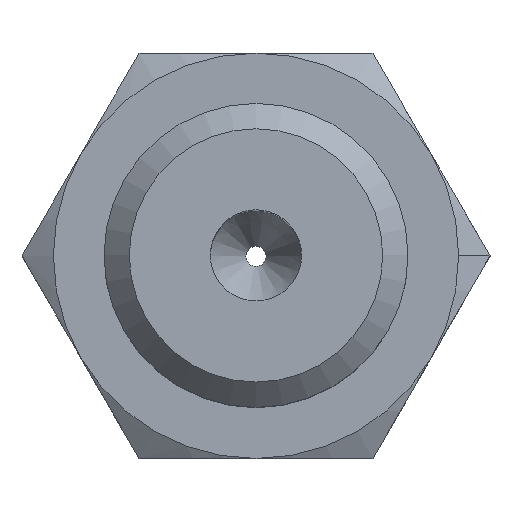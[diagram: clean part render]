
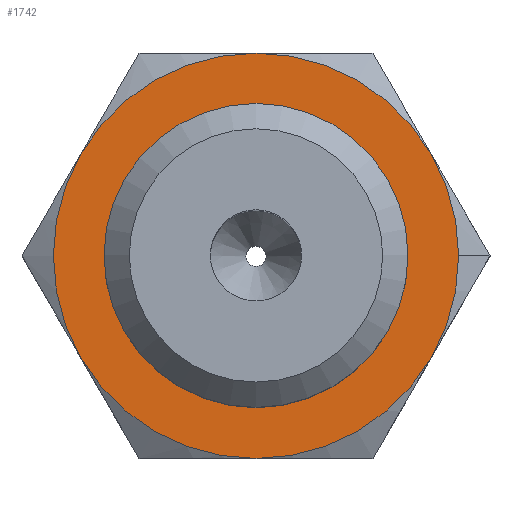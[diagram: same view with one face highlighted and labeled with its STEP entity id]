
A CAD part, top view. The second image highlights one B-rep face of the part: STEP entity #1742.
In plain terms, the highlighted planar face has unit normal (0, 0, 1).
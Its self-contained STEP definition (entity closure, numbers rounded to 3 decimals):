
#872 = VERTEX_POINT('',#873);
#873 = CARTESIAN_POINT('',(3.464,2.,-5.));
#888 = CONICAL_SURFACE('',#889,4.,1.047);
#889 = AXIS2_PLACEMENT_3D('',#890,#891,#892);
#890 = CARTESIAN_POINT('',(0.,0.,-5.));
#891 = DIRECTION('',(0.,0.,-1.));
#892 = DIRECTION('',(1.,0.,0.));
#966 = CONICAL_SURFACE('',#967,4.,1.047);
#967 = AXIS2_PLACEMENT_3D('',#968,#969,#970);
#968 = CARTESIAN_POINT('',(0.,0.,-5.));
#969 = DIRECTION('',(0.,0.,-1.));
#970 = DIRECTION('',(1.,0.,0.));
#988 = VERTEX_POINT('',#989);
#989 = CARTESIAN_POINT('',(0.,4.,-5.));
#1057 = CONICAL_SURFACE('',#1058,4.,1.047);
#1058 = AXIS2_PLACEMENT_3D('',#1059,#1060,#1061);
#1059 = CARTESIAN_POINT('',(0.,0.,-5.));
#1060 = DIRECTION('',(0.,0.,-1.));
#1061 = DIRECTION('',(1.,0.,0.));
#1079 = VERTEX_POINT('',#1080);
#1080 = CARTESIAN_POINT('',(-3.464,2.,-5.));
#1148 = CONICAL_SURFACE('',#1149,4.,1.047);
#1149 = AXIS2_PLACEMENT_3D('',#1150,#1151,#1152);
#1150 = CARTESIAN_POINT('',(0.,0.,-5.));
#1151 = DIRECTION('',(0.,0.,-1.));
#1152 = DIRECTION('',(1.,0.,0.));
#1170 = VERTEX_POINT('',#1171);
#1171 = CARTESIAN_POINT('',(-3.464,-2.,-5.));
#1239 = CONICAL_SURFACE('',#1240,4.,1.047);
#1240 = AXIS2_PLACEMENT_3D('',#1241,#1242,#1243);
#1241 = CARTESIAN_POINT('',(0.,0.,-5.));
#1242 = DIRECTION('',(0.,0.,-1.));
#1243 = DIRECTION('',(1.,0.,0.));
#1261 = VERTEX_POINT('',#1262);
#1262 = CARTESIAN_POINT('',(0.,-4.,-5.));
#1330 = CONICAL_SURFACE('',#1331,4.,1.047);
#1331 = AXIS2_PLACEMENT_3D('',#1332,#1333,#1334);
#1332 = CARTESIAN_POINT('',(0.,0.,-5.));
#1333 = DIRECTION('',(0.,0.,-1.));
#1334 = DIRECTION('',(1.,0.,0.));
#1352 = VERTEX_POINT('',#1353);
#1353 = CARTESIAN_POINT('',(3.464,-2.,-5.));
#1399 = CONICAL_SURFACE('',#1400,4.,1.047);
#1400 = AXIS2_PLACEMENT_3D('',#1401,#1402,#1403);
#1401 = CARTESIAN_POINT('',(0.,0.,-5.));
#1402 = DIRECTION('',(0.,0.,-1.));
#1403 = DIRECTION('',(1.,0.,0.));
#1475 = EDGE_CURVE('',#872,#1476,#1478,.T.);
#1476 = VERTEX_POINT('',#1477);
#1477 = CARTESIAN_POINT('',(4.,0.,-5.));
#1478 = SURFACE_CURVE('',#1479,(#1484,#1491),.PCURVE_S1.);
#1479 = CIRCLE('',#1480,4.);
#1480 = AXIS2_PLACEMENT_3D('',#1481,#1482,#1483);
#1481 = CARTESIAN_POINT('',(0.,0.,-5.));
#1482 = DIRECTION('',(0.,0.,-1.));
#1483 = DIRECTION('',(1.,0.,0.));
#1484 = PCURVE('',#888,#1485);
#1485 = DEFINITIONAL_REPRESENTATION('',(#1486),#1490);
#1486 = LINE('',#1487,#1488);
#1487 = CARTESIAN_POINT('',(0.,0.));
#1488 = VECTOR('',#1489,1.);
#1489 = DIRECTION('',(1.,0.));
#1490 = ( GEOMETRIC_REPRESENTATION_CONTEXT(2) 
PARAMETRIC_REPRESENTATION_CONTEXT() REPRESENTATION_CONTEXT('2D SPACE',''
  ) );
#1491 = PCURVE('',#1492,#1497);
#1492 = PLANE('',#1493);
#1493 = AXIS2_PLACEMENT_3D('',#1494,#1495,#1496);
#1494 = CARTESIAN_POINT('',(0.,0.,-5.));
#1495 = DIRECTION('',(0.,0.,-1.));
#1496 = DIRECTION('',(1.,0.,0.));
#1497 = DEFINITIONAL_REPRESENTATION('',(#1498),#1502);
#1498 = CIRCLE('',#1499,4.);
#1499 = AXIS2_PLACEMENT_2D('',#1500,#1501);
#1500 = CARTESIAN_POINT('',(0.,0.));
#1501 = DIRECTION('',(1.,-0.));
#1502 = ( GEOMETRIC_REPRESENTATION_CONTEXT(2) 
PARAMETRIC_REPRESENTATION_CONTEXT() REPRESENTATION_CONTEXT('2D SPACE',''
  ) );
#1529 = EDGE_CURVE('',#988,#872,#1530,.T.);
#1530 = SURFACE_CURVE('',#1531,(#1536,#1543),.PCURVE_S1.);
#1531 = CIRCLE('',#1532,4.);
#1532 = AXIS2_PLACEMENT_3D('',#1533,#1534,#1535);
#1533 = CARTESIAN_POINT('',(0.,0.,-5.));
#1534 = DIRECTION('',(0.,0.,-1.));
#1535 = DIRECTION('',(1.,0.,0.));
#1536 = PCURVE('',#966,#1537);
#1537 = DEFINITIONAL_REPRESENTATION('',(#1538),#1542);
#1538 = LINE('',#1539,#1540);
#1539 = CARTESIAN_POINT('',(0.,0.));
#1540 = VECTOR('',#1541,1.);
#1541 = DIRECTION('',(1.,0.));
#1542 = ( GEOMETRIC_REPRESENTATION_CONTEXT(2) 
PARAMETRIC_REPRESENTATION_CONTEXT() REPRESENTATION_CONTEXT('2D SPACE',''
  ) );
#1543 = PCURVE('',#1492,#1544);
#1544 = DEFINITIONAL_REPRESENTATION('',(#1545),#1549);
#1545 = CIRCLE('',#1546,4.);
#1546 = AXIS2_PLACEMENT_2D('',#1547,#1548);
#1547 = CARTESIAN_POINT('',(0.,0.));
#1548 = DIRECTION('',(1.,-0.));
#1549 = ( GEOMETRIC_REPRESENTATION_CONTEXT(2) 
PARAMETRIC_REPRESENTATION_CONTEXT() REPRESENTATION_CONTEXT('2D SPACE',''
  ) );
#1556 = EDGE_CURVE('',#1079,#988,#1557,.T.);
#1557 = SURFACE_CURVE('',#1558,(#1563,#1570),.PCURVE_S1.);
#1558 = CIRCLE('',#1559,4.);
#1559 = AXIS2_PLACEMENT_3D('',#1560,#1561,#1562);
#1560 = CARTESIAN_POINT('',(0.,0.,-5.));
#1561 = DIRECTION('',(0.,0.,-1.));
#1562 = DIRECTION('',(1.,0.,0.));
#1563 = PCURVE('',#1057,#1564);
#1564 = DEFINITIONAL_REPRESENTATION('',(#1565),#1569);
#1565 = LINE('',#1566,#1567);
#1566 = CARTESIAN_POINT('',(0.,0.));
#1567 = VECTOR('',#1568,1.);
#1568 = DIRECTION('',(1.,0.));
#1569 = ( GEOMETRIC_REPRESENTATION_CONTEXT(2) 
PARAMETRIC_REPRESENTATION_CONTEXT() REPRESENTATION_CONTEXT('2D SPACE',''
  ) );
#1570 = PCURVE('',#1492,#1571);
#1571 = DEFINITIONAL_REPRESENTATION('',(#1572),#1576);
#1572 = CIRCLE('',#1573,4.);
#1573 = AXIS2_PLACEMENT_2D('',#1574,#1575);
#1574 = CARTESIAN_POINT('',(0.,0.));
#1575 = DIRECTION('',(1.,-0.));
#1576 = ( GEOMETRIC_REPRESENTATION_CONTEXT(2) 
PARAMETRIC_REPRESENTATION_CONTEXT() REPRESENTATION_CONTEXT('2D SPACE',''
  ) );
#1584 = EDGE_CURVE('',#1170,#1079,#1585,.T.);
#1585 = SURFACE_CURVE('',#1586,(#1591,#1598),.PCURVE_S1.);
#1586 = CIRCLE('',#1587,4.);
#1587 = AXIS2_PLACEMENT_3D('',#1588,#1589,#1590);
#1588 = CARTESIAN_POINT('',(0.,0.,-5.));
#1589 = DIRECTION('',(0.,0.,-1.));
#1590 = DIRECTION('',(1.,0.,0.));
#1591 = PCURVE('',#1148,#1592);
#1592 = DEFINITIONAL_REPRESENTATION('',(#1593),#1597);
#1593 = LINE('',#1594,#1595);
#1594 = CARTESIAN_POINT('',(0.,0.));
#1595 = VECTOR('',#1596,1.);
#1596 = DIRECTION('',(1.,0.));
#1597 = ( GEOMETRIC_REPRESENTATION_CONTEXT(2) 
PARAMETRIC_REPRESENTATION_CONTEXT() REPRESENTATION_CONTEXT('2D SPACE',''
  ) );
#1598 = PCURVE('',#1492,#1599);
#1599 = DEFINITIONAL_REPRESENTATION('',(#1600),#1604);
#1600 = CIRCLE('',#1601,4.);
#1601 = AXIS2_PLACEMENT_2D('',#1602,#1603);
#1602 = CARTESIAN_POINT('',(0.,0.));
#1603 = DIRECTION('',(1.,-0.));
#1604 = ( GEOMETRIC_REPRESENTATION_CONTEXT(2) 
PARAMETRIC_REPRESENTATION_CONTEXT() REPRESENTATION_CONTEXT('2D SPACE',''
  ) );
#1611 = EDGE_CURVE('',#1261,#1170,#1612,.T.);
#1612 = SURFACE_CURVE('',#1613,(#1618,#1625),.PCURVE_S1.);
#1613 = CIRCLE('',#1614,4.);
#1614 = AXIS2_PLACEMENT_3D('',#1615,#1616,#1617);
#1615 = CARTESIAN_POINT('',(0.,0.,-5.));
#1616 = DIRECTION('',(0.,0.,-1.));
#1617 = DIRECTION('',(1.,0.,0.));
#1618 = PCURVE('',#1239,#1619);
#1619 = DEFINITIONAL_REPRESENTATION('',(#1620),#1624);
#1620 = LINE('',#1621,#1622);
#1621 = CARTESIAN_POINT('',(0.,0.));
#1622 = VECTOR('',#1623,1.);
#1623 = DIRECTION('',(1.,0.));
#1624 = ( GEOMETRIC_REPRESENTATION_CONTEXT(2) 
PARAMETRIC_REPRESENTATION_CONTEXT() REPRESENTATION_CONTEXT('2D SPACE',''
  ) );
#1625 = PCURVE('',#1492,#1626);
#1626 = DEFINITIONAL_REPRESENTATION('',(#1627),#1631);
#1627 = CIRCLE('',#1628,4.);
#1628 = AXIS2_PLACEMENT_2D('',#1629,#1630);
#1629 = CARTESIAN_POINT('',(0.,0.));
#1630 = DIRECTION('',(1.,-0.));
#1631 = ( GEOMETRIC_REPRESENTATION_CONTEXT(2) 
PARAMETRIC_REPRESENTATION_CONTEXT() REPRESENTATION_CONTEXT('2D SPACE',''
  ) );
#1638 = EDGE_CURVE('',#1352,#1261,#1639,.T.);
#1639 = SURFACE_CURVE('',#1640,(#1645,#1652),.PCURVE_S1.);
#1640 = CIRCLE('',#1641,4.);
#1641 = AXIS2_PLACEMENT_3D('',#1642,#1643,#1644);
#1642 = CARTESIAN_POINT('',(0.,0.,-5.));
#1643 = DIRECTION('',(0.,0.,-1.));
#1644 = DIRECTION('',(1.,0.,0.));
#1645 = PCURVE('',#1330,#1646);
#1646 = DEFINITIONAL_REPRESENTATION('',(#1647),#1651);
#1647 = LINE('',#1648,#1649);
#1648 = CARTESIAN_POINT('',(0.,0.));
#1649 = VECTOR('',#1650,1.);
#1650 = DIRECTION('',(1.,0.));
#1651 = ( GEOMETRIC_REPRESENTATION_CONTEXT(2) 
PARAMETRIC_REPRESENTATION_CONTEXT() REPRESENTATION_CONTEXT('2D SPACE',''
  ) );
#1652 = PCURVE('',#1492,#1653);
#1653 = DEFINITIONAL_REPRESENTATION('',(#1654),#1658);
#1654 = CIRCLE('',#1655,4.);
#1655 = AXIS2_PLACEMENT_2D('',#1656,#1657);
#1656 = CARTESIAN_POINT('',(0.,0.));
#1657 = DIRECTION('',(1.,-0.));
#1658 = ( GEOMETRIC_REPRESENTATION_CONTEXT(2) 
PARAMETRIC_REPRESENTATION_CONTEXT() REPRESENTATION_CONTEXT('2D SPACE',''
  ) );
#1665 = EDGE_CURVE('',#1476,#1352,#1666,.T.);
#1666 = SURFACE_CURVE('',#1667,(#1672,#1679),.PCURVE_S1.);
#1667 = CIRCLE('',#1668,4.);
#1668 = AXIS2_PLACEMENT_3D('',#1669,#1670,#1671);
#1669 = CARTESIAN_POINT('',(0.,0.,-5.));
#1670 = DIRECTION('',(0.,0.,-1.));
#1671 = DIRECTION('',(1.,0.,0.));
#1672 = PCURVE('',#1399,#1673);
#1673 = DEFINITIONAL_REPRESENTATION('',(#1674),#1678);
#1674 = LINE('',#1675,#1676);
#1675 = CARTESIAN_POINT('',(0.,0.));
#1676 = VECTOR('',#1677,1.);
#1677 = DIRECTION('',(1.,0.));
#1678 = ( GEOMETRIC_REPRESENTATION_CONTEXT(2) 
PARAMETRIC_REPRESENTATION_CONTEXT() REPRESENTATION_CONTEXT('2D SPACE',''
  ) );
#1679 = PCURVE('',#1492,#1680);
#1680 = DEFINITIONAL_REPRESENTATION('',(#1681),#1685);
#1681 = CIRCLE('',#1682,4.);
#1682 = AXIS2_PLACEMENT_2D('',#1683,#1684);
#1683 = CARTESIAN_POINT('',(0.,0.));
#1684 = DIRECTION('',(1.,-0.));
#1685 = ( GEOMETRIC_REPRESENTATION_CONTEXT(2) 
PARAMETRIC_REPRESENTATION_CONTEXT() REPRESENTATION_CONTEXT('2D SPACE',''
  ) );
#1742 = ADVANCED_FACE('',(#1743,#1752),#1492,.F.);
#1743 = FACE_BOUND('',#1744,.T.);
#1744 = EDGE_LOOP('',(#1745,#1746,#1747,#1748,#1749,#1750,#1751));
#1745 = ORIENTED_EDGE('',*,*,#1665,.F.);
#1746 = ORIENTED_EDGE('',*,*,#1475,.F.);
#1747 = ORIENTED_EDGE('',*,*,#1529,.F.);
#1748 = ORIENTED_EDGE('',*,*,#1556,.F.);
#1749 = ORIENTED_EDGE('',*,*,#1584,.F.);
#1750 = ORIENTED_EDGE('',*,*,#1611,.F.);
#1751 = ORIENTED_EDGE('',*,*,#1638,.F.);
#1752 = FACE_BOUND('',#1753,.T.);
#1753 = EDGE_LOOP('',(#1754));
#1754 = ORIENTED_EDGE('',*,*,#1755,.T.);
#1755 = EDGE_CURVE('',#1756,#1756,#1758,.T.);
#1756 = VERTEX_POINT('',#1757);
#1757 = CARTESIAN_POINT('',(2.5,0.,-5.));
#1758 = SURFACE_CURVE('',#1759,(#1764,#1771),.PCURVE_S1.);
#1759 = CIRCLE('',#1760,2.5);
#1760 = AXIS2_PLACEMENT_3D('',#1761,#1762,#1763);
#1761 = CARTESIAN_POINT('',(0.,0.,-5.));
#1762 = DIRECTION('',(0.,0.,-1.));
#1763 = DIRECTION('',(1.,0.,0.));
#1764 = PCURVE('',#1492,#1765);
#1765 = DEFINITIONAL_REPRESENTATION('',(#1766),#1770);
#1766 = CIRCLE('',#1767,2.5);
#1767 = AXIS2_PLACEMENT_2D('',#1768,#1769);
#1768 = CARTESIAN_POINT('',(0.,0.));
#1769 = DIRECTION('',(1.,-0.));
#1770 = ( GEOMETRIC_REPRESENTATION_CONTEXT(2) 
PARAMETRIC_REPRESENTATION_CONTEXT() REPRESENTATION_CONTEXT('2D SPACE',''
  ) );
#1771 = PCURVE('',#1772,#1777);
#1772 = CYLINDRICAL_SURFACE('',#1773,2.5);
#1773 = AXIS2_PLACEMENT_3D('',#1774,#1775,#1776);
#1774 = CARTESIAN_POINT('',(0.,0.,-4.5));
#1775 = DIRECTION('',(0.,0.,-1.));
#1776 = DIRECTION('',(1.,0.,0.));
#1777 = DEFINITIONAL_REPRESENTATION('',(#1778),#1782);
#1778 = LINE('',#1779,#1780);
#1779 = CARTESIAN_POINT('',(0.,0.5));
#1780 = VECTOR('',#1781,1.);
#1781 = DIRECTION('',(1.,0.));
#1782 = ( GEOMETRIC_REPRESENTATION_CONTEXT(2) 
PARAMETRIC_REPRESENTATION_CONTEXT() REPRESENTATION_CONTEXT('2D SPACE',''
  ) );
